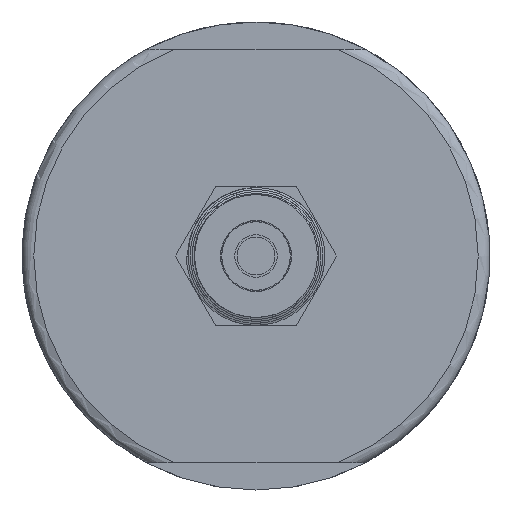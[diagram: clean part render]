
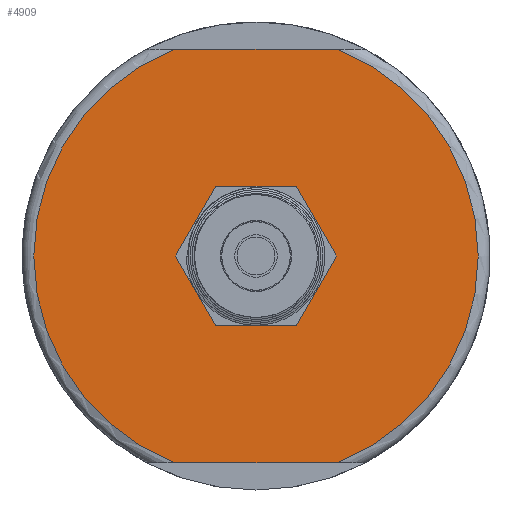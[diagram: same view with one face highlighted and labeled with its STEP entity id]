
A CAD part, left-side view. The second image highlights one B-rep face of the part: STEP entity #4909.
In plain terms, the highlighted planar face has unit normal (-1, 0, 0).
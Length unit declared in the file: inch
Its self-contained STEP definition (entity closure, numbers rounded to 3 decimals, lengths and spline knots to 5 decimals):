
#4755=CARTESIAN_POINT('',(-2.25,0.34347,-0.875));
#4756=VERTEX_POINT('',#4755);
#4775=CARTESIAN_POINT('',(-2.25,-0.34347,-0.875));
#4776=VERTEX_POINT('',#4775);
#4792=CARTESIAN_POINT('',(-2.25,0.34347,-0.875));
#4793=DIRECTION('',(0.0,-1.0,0.0));
#4794=VECTOR('',#4793,0.68695);
#4795=LINE('',#4792,#4794);
#4796=EDGE_CURVE('',#4756,#4776,#4795,.T.);
#4808=CARTESIAN_POINT('',(-2.25,-0.34347,0.875));
#4809=VERTEX_POINT('',#4808);
#4825=CARTESIAN_POINT('',(-2.25,0.0,0.0));
#4826=DIRECTION('',(1.0,0.0,0.0));
#4827=DIRECTION('',(0.0,-1.0,0.0));
#4828=AXIS2_PLACEMENT_3D('',#4825,#4826,#4827);
#4829=CIRCLE('',#4828,0.94);
#4830=EDGE_CURVE('',#4809,#4776,#4829,.T.);
#4835=CARTESIAN_POINT('',(-2.25,0.495,0.));
#4836=DIRECTION('',(-1.0,0.0,0.0));
#4837=DIRECTION('',(0.0,0.0,1.0));
#4838=AXIS2_PLACEMENT_3D('',#4835,#4836,#4837);
#4839=PLANE('',#4838);
#4840=CARTESIAN_POINT('',(-2.25,0.34347,0.875));
#4841=VERTEX_POINT('',#4840);
#4842=CARTESIAN_POINT('',(-2.25,0.0,0.0));
#4843=DIRECTION('',(1.0,0.0,0.0));
#4844=DIRECTION('',(0.0,1.0,0.0));
#4845=AXIS2_PLACEMENT_3D('',#4842,#4843,#4844);
#4846=CIRCLE('',#4845,0.94);
#4847=EDGE_CURVE('',#4756,#4841,#4846,.T.);
#4848=ORIENTED_EDGE('',*,*,#4847,.F.);
#4849=ORIENTED_EDGE('',*,*,#4796,.T.);
#4850=ORIENTED_EDGE('',*,*,#4830,.F.);
#4851=CARTESIAN_POINT('',(-2.25,-0.34347,0.875));
#4852=DIRECTION('',(0.0,1.0,0.0));
#4853=VECTOR('',#4852,0.68695);
#4854=LINE('',#4851,#4853);
#4855=EDGE_CURVE('',#4809,#4841,#4854,.T.);
#4856=ORIENTED_EDGE('',*,*,#4855,.T.);
#4857=EDGE_LOOP('',(#4848,#4849,#4850,#4856));
#4858=FACE_OUTER_BOUND('',#4857,.T.);
#4859=CARTESIAN_POINT('',(-2.25,0.17032,-0.295));
#4860=VERTEX_POINT('',#4859);
#4861=CARTESIAN_POINT('',(-2.25,0.34064,0.0));
#4862=VERTEX_POINT('',#4861);
#4863=CARTESIAN_POINT('',(-2.25,0.17032,-0.295));
#4864=DIRECTION('',(0.0,0.5,0.866));
#4865=VECTOR('',#4864,0.34064);
#4866=LINE('',#4863,#4865);
#4867=EDGE_CURVE('',#4860,#4862,#4866,.T.);
#4868=ORIENTED_EDGE('',*,*,#4867,.T.);
#4869=CARTESIAN_POINT('',(-2.25,0.17032,0.295));
#4870=VERTEX_POINT('',#4869);
#4871=CARTESIAN_POINT('',(-2.25,0.34064,0.0));
#4872=DIRECTION('',(0.0,-0.5,0.866));
#4873=VECTOR('',#4872,0.34064);
#4874=LINE('',#4871,#4873);
#4875=EDGE_CURVE('',#4862,#4870,#4874,.T.);
#4876=ORIENTED_EDGE('',*,*,#4875,.T.);
#4877=CARTESIAN_POINT('',(-2.25,-0.17032,0.295));
#4878=VERTEX_POINT('',#4877);
#4879=CARTESIAN_POINT('',(-2.25,0.17032,0.295));
#4880=DIRECTION('',(0.0,-1.0,0.0));
#4881=VECTOR('',#4880,0.34064);
#4882=LINE('',#4879,#4881);
#4883=EDGE_CURVE('',#4870,#4878,#4882,.T.);
#4884=ORIENTED_EDGE('',*,*,#4883,.T.);
#4885=CARTESIAN_POINT('',(-2.25,-0.34064,0.0));
#4886=VERTEX_POINT('',#4885);
#4887=CARTESIAN_POINT('',(-2.25,-0.17032,0.295));
#4888=DIRECTION('',(0.0,-0.5,-0.866));
#4889=VECTOR('',#4888,0.34064);
#4890=LINE('',#4887,#4889);
#4891=EDGE_CURVE('',#4878,#4886,#4890,.T.);
#4892=ORIENTED_EDGE('',*,*,#4891,.T.);
#4893=CARTESIAN_POINT('',(-2.25,-0.17032,-0.295));
#4894=VERTEX_POINT('',#4893);
#4895=CARTESIAN_POINT('',(-2.25,-0.34064,0.0));
#4896=DIRECTION('',(0.0,0.5,-0.866));
#4897=VECTOR('',#4896,0.34064);
#4898=LINE('',#4895,#4897);
#4899=EDGE_CURVE('',#4886,#4894,#4898,.T.);
#4900=ORIENTED_EDGE('',*,*,#4899,.T.);
#4901=CARTESIAN_POINT('',(-2.25,-0.17032,-0.295));
#4902=DIRECTION('',(0.0,1.0,0.0));
#4903=VECTOR('',#4902,0.34064);
#4904=LINE('',#4901,#4903);
#4905=EDGE_CURVE('',#4894,#4860,#4904,.T.);
#4906=ORIENTED_EDGE('',*,*,#4905,.T.);
#4907=EDGE_LOOP('',(#4868,#4876,#4884,#4892,#4900,#4906));
#4908=FACE_BOUND('',#4907,.T.);
#4909=ADVANCED_FACE('',(#4858,#4908),#4839,.T.);
